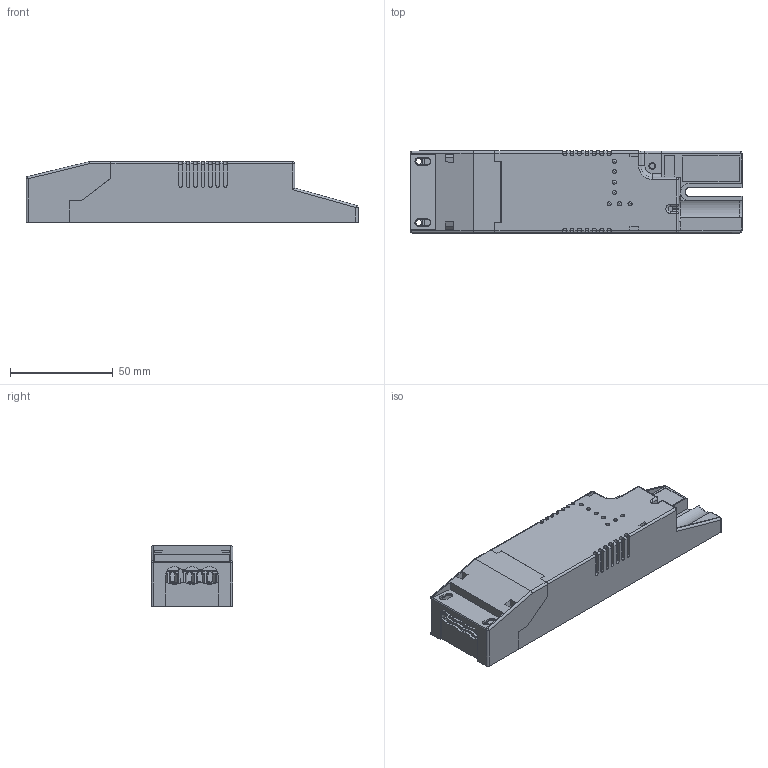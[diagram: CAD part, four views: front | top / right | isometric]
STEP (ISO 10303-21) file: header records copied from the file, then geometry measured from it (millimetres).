
FILE_DESCRIPTION(/* description */ (''),/* implementation_level */ '2;1');
FILE_NAME(/* name */ 'P8 R DALI N.stp',/* time_stamp */ '2018-10-12T14:00:56+02:00',/* author */ ('horst'),/* organization */ (''),/* preprocessor_version */ 'ST-DEVELOPER v16.13',/* originating_system */ 'Autodesk Inventor 2018',/* authorisation */ '');
FILE_SCHEMA (('CONFIG_CONTROL_DESIGN'));
Length unit declared in the file: millimetre
Products named in the file (1): P8_R_DALI_N_Simple
Bounding box: 161.25 x 39.8 x 29.5 mm (x, y, z)
Volume: 125603.4 mm3; surface area: 37959.7 mm2
Topology: 2 solids, 2 shells, 894 faces, 2495 edges, 1629 vertices
Faces by surface type: plane 603, cylinder 261, sphere 16, torus 8, cone 6
Full cylindrical faces by diameter (mm): 1.2 x2, 1.6 x6, 2 x7, 2.5 x1, 2.8 x2, 3 x2, 3.2 x1, 4 x2, 4.3 x1, 8 x1, 8.5 x1
Entity records: 28388 total; most frequent: CARTESIAN_POINT 5130, ORIENTED_EDGE 4882, DIRECTION 4804, EDGE_CURVE 2441, LINE 1820, VECTOR 1820, VERTEX_POINT 1614, AXIS2_PLACEMENT_3D 1492
